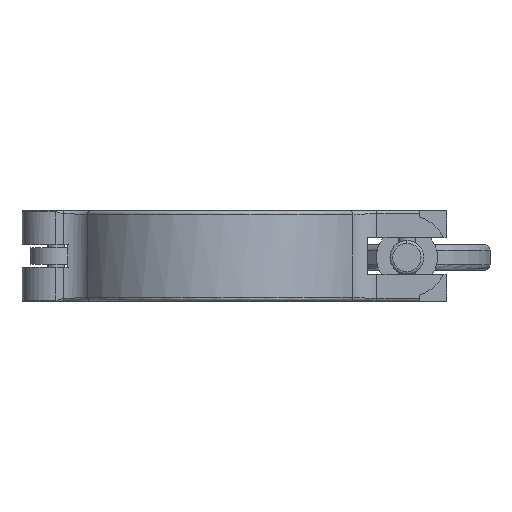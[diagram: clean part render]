
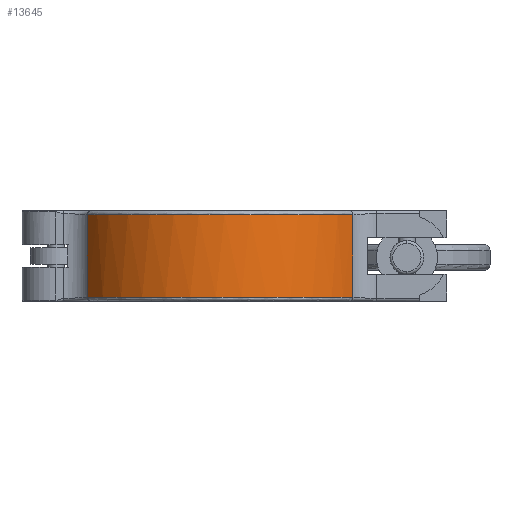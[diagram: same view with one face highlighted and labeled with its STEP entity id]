
A CAD part, front view. The second image highlights one B-rep face of the part: STEP entity #13645.
In plain terms, the highlighted cylindrical face has radius 27.5 mm (diameter 55 mm), a partial arc.
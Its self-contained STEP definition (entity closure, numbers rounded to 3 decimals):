
#7 = CARTESIAN_POINT ( 'NONE',  ( 22.215, 16.977, -7.3 ) ) ;
#59 = CARTESIAN_POINT ( 'NONE',  ( -4.676, 27.8, -7.3 ) ) ;
#62 = VERTEX_POINT ( 'NONE', #3635 ) ;
#583 = DIRECTION ( 'NONE',  ( -1., 0., 0. ) ) ;
#1093 = EDGE_LOOP ( 'NONE', ( #11442, #14556, #2778, #8819 ) ) ;
#1164 = B_SPLINE_CURVE_WITH_KNOTS ( 'NONE', 3,
 ( #6924, #7, #10421, #3512, #11600, #4689, #12755, #5827, #13908, #6976, #59, #8150, #1247, #9316, #2409, #10474, #3563, #11646 ),
 .UNSPECIFIED., .F., .F.,
 ( 4, 2, 2, 2, 2, 2, 2, 2, 4 ),
 ( 0., 0.125, 0.25, 0.375, 0.5, 0.625, 0.75, 0.875, 1. ),
 .UNSPECIFIED. ) ;
#1247 = CARTESIAN_POINT ( 'NONE',  ( -11.388, 25.74, -7.3 ) ) ;
#1358 = LINE ( 'NONE', #7467, #9849 ) ;
#1551 = VECTOR ( 'NONE', #4899, 1000. ) ;
#2273 = LINE ( 'NONE', #3725, #1551 ) ;
#2409 = CARTESIAN_POINT ( 'NONE',  ( -17.363, 22.053, -7.3 ) ) ;
#2778 = ORIENTED_EDGE ( 'NONE', *, *, #7156, .F. ) ;
#2930 = DIRECTION ( 'NONE',  ( 0., 0., -1. ) ) ;
#3337 = CARTESIAN_POINT ( 'NONE',  ( -23.438, 14.985, 7.3 ) ) ;
#3512 = CARTESIAN_POINT ( 'NONE',  ( 17.363, 22.053, -7.3 ) ) ;
#3563 = CARTESIAN_POINT ( 'NONE',  ( -22.215, 16.977, -7.3 ) ) ;
#3571 = FACE_OUTER_BOUND ( 'NONE', #1093, .T. ) ;
#3635 = CARTESIAN_POINT ( 'NONE',  ( 23.438, 14.985, -7.3 ) ) ;
#3652 = CARTESIAN_POINT ( 'NONE',  ( 11.388, 25.74, 7.3 ) ) ;
#3725 = CARTESIAN_POINT ( 'NONE',  ( -23.438, 14.985, 8. ) ) ;
#3895 = CARTESIAN_POINT ( 'NONE',  ( 23.438, 14.985, 7.3 ) ) ;
#4124 = DIRECTION ( 'NONE',  ( 0., 0., -1. ) ) ;
#4218 = CARTESIAN_POINT ( 'NONE',  ( -17.363, 22.053, 7.3 ) ) ;
#4689 = CARTESIAN_POINT ( 'NONE',  ( 11.388, 25.74, -7.3 ) ) ;
#4823 = CARTESIAN_POINT ( 'NONE',  ( 17.363, 22.053, 7.3 ) ) ;
#4899 = DIRECTION ( 'NONE',  ( 0., 0., -1. ) ) ;
#5245 = VERTEX_POINT ( 'NONE', #5667 ) ;
#5371 = CARTESIAN_POINT ( 'NONE',  ( -11.388, 25.74, 7.3 ) ) ;
#5667 = CARTESIAN_POINT ( 'NONE',  ( -23.438, 14.985, -7.3 ) ) ;
#5827 = CARTESIAN_POINT ( 'NONE',  ( 4.676, 27.8, -7.3 ) ) ;
#5964 = CARTESIAN_POINT ( 'NONE',  ( 22.215, 16.977, 7.3 ) ) ;
#6110 = VERTEX_POINT ( 'NONE', #3895 ) ;
#6265 = CYLINDRICAL_SURFACE ( 'NONE', #7847, 27.5 ) ;
#6501 = CARTESIAN_POINT ( 'NONE',  ( -4.676, 27.8, 7.3 ) ) ;
#6924 = CARTESIAN_POINT ( 'NONE',  ( 23.438, 14.985, -7.3 ) ) ;
#6976 = CARTESIAN_POINT ( 'NONE',  ( -2.338, 28.1, -7.3 ) ) ;
#7156 = EDGE_CURVE ( 'NONE', #11379, #5245, #2273, .T. ) ;
#7467 = CARTESIAN_POINT ( 'NONE',  ( 23.438, 14.985, 8. ) ) ;
#7510 = CARTESIAN_POINT ( 'NONE',  ( -23.438, 14.985, 7.3 ) ) ;
#7663 = CARTESIAN_POINT ( 'NONE',  ( 2.338, 28.1, 7.3 ) ) ;
#7847 = AXIS2_PLACEMENT_3D ( 'NONE', #8673, #2930, #583 ) ;
#8150 = CARTESIAN_POINT ( 'NONE',  ( -9.202, 26.62, -7.3 ) ) ;
#8673 = CARTESIAN_POINT ( 'NONE',  ( 0., 0.6, 8. ) ) ;
#8679 = CARTESIAN_POINT ( 'NONE',  ( -22.215, 16.977, 7.3 ) ) ;
#8819 = ORIENTED_EDGE ( 'NONE', *, *, #14890, .T. ) ;
#9316 = CARTESIAN_POINT ( 'NONE',  ( -15.469, 23.456, -7.3 ) ) ;
#9849 = VECTOR ( 'NONE', #4124, 1000. ) ;
#10299 = EDGE_CURVE ( 'NONE', #6110, #62, #1358, .T. ) ;
#10421 = CARTESIAN_POINT ( 'NONE',  ( 20.736, 18.813, -7.3 ) ) ;
#10474 = CARTESIAN_POINT ( 'NONE',  ( -20.736, 18.813, -7.3 ) ) ;
#10570 = CARTESIAN_POINT ( 'NONE',  ( 9.202, 26.62, 7.3 ) ) ;
#11114 = CARTESIAN_POINT ( 'NONE',  ( -20.736, 18.813, 7.3 ) ) ;
#11379 = VERTEX_POINT ( 'NONE', #3337 ) ;
#11442 = ORIENTED_EDGE ( 'NONE', *, *, #10299, .T. ) ;
#11523 = B_SPLINE_CURVE_WITH_KNOTS ( 'NONE', 3,
 ( #7510, #8679, #11114, #4218, #12280, #5371, #13431, #6501, #14568, #7663, #14805, #10570, #3652, #11738, #4823, #12895, #5964, #14039 ),
 .UNSPECIFIED., .F., .F.,
 ( 4, 2, 2, 2, 2, 2, 2, 2, 4 ),
 ( 0., 0.125, 0.25, 0.375, 0.5, 0.625, 0.75, 0.875, 1. ),
 .UNSPECIFIED. ) ;
#11600 = CARTESIAN_POINT ( 'NONE',  ( 15.469, 23.456, -7.3 ) ) ;
#11646 = CARTESIAN_POINT ( 'NONE',  ( -23.438, 14.985, -7.3 ) ) ;
#11738 = CARTESIAN_POINT ( 'NONE',  ( 15.469, 23.456, 7.3 ) ) ;
#12280 = CARTESIAN_POINT ( 'NONE',  ( -15.469, 23.456, 7.3 ) ) ;
#12755 = CARTESIAN_POINT ( 'NONE',  ( 9.202, 26.62, -7.3 ) ) ;
#12895 = CARTESIAN_POINT ( 'NONE',  ( 20.736, 18.813, 7.3 ) ) ;
#13431 = CARTESIAN_POINT ( 'NONE',  ( -9.202, 26.62, 7.3 ) ) ;
#13645 = ADVANCED_FACE ( 'NONE', ( #3571 ), #6265, .T. ) ;
#13908 = CARTESIAN_POINT ( 'NONE',  ( 2.338, 28.1, -7.3 ) ) ;
#13940 = EDGE_CURVE ( 'NONE', #62, #5245, #1164, .T. ) ;
#14039 = CARTESIAN_POINT ( 'NONE',  ( 23.438, 14.985, 7.3 ) ) ;
#14556 = ORIENTED_EDGE ( 'NONE', *, *, #13940, .T. ) ;
#14568 = CARTESIAN_POINT ( 'NONE',  ( -2.338, 28.1, 7.3 ) ) ;
#14805 = CARTESIAN_POINT ( 'NONE',  ( 4.676, 27.8, 7.3 ) ) ;
#14890 = EDGE_CURVE ( 'NONE', #11379, #6110, #11523, .T. ) ;
